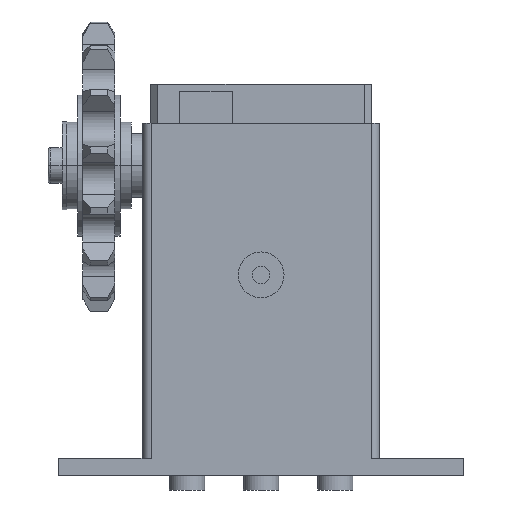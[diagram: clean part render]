
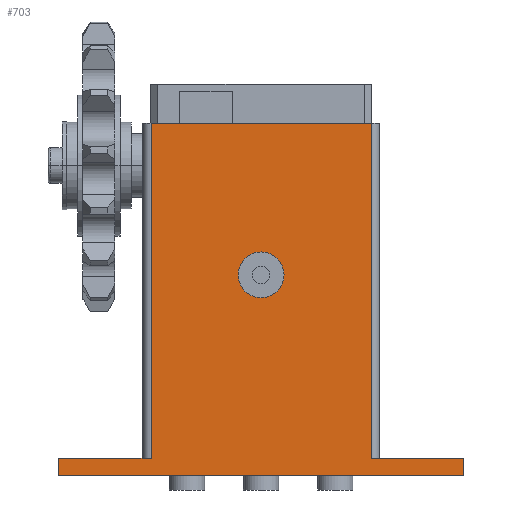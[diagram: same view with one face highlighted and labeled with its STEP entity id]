
A CAD part, left-side view. The second image highlights one B-rep face of the part: STEP entity #703.
In plain terms, the highlighted planar face has unit normal (-1, 0, 0).
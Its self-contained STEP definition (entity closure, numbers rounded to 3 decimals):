
#703=ADVANCED_FACE('',(#1421,#1422),#1423,.T.);
#1421=FACE_BOUND('',#2152,.T.);
#1422=FACE_OUTER_BOUND('',#2153,.T.);
#1423=PLANE('',#2154);
#2152=EDGE_LOOP('',(#4167,#4168));
#2153=EDGE_LOOP('',(#4169,#4170,#4171,#4172,#4173,#4174,#4175,#4176));
#2154=AXIS2_PLACEMENT_3D('',#4177,#4178,#4179);
#4167=ORIENTED_EDGE('',*,*,#4957,.T.);
#4168=ORIENTED_EDGE('',*,*,#4897,.T.);
#4169=ORIENTED_EDGE('',*,*,#5024,.T.);
#4170=ORIENTED_EDGE('',*,*,#5018,.T.);
#4171=ORIENTED_EDGE('',*,*,#5021,.T.);
#4172=ORIENTED_EDGE('',*,*,#4997,.F.);
#4173=ORIENTED_EDGE('',*,*,#5028,.T.);
#4174=ORIENTED_EDGE('',*,*,#5029,.F.);
#4175=ORIENTED_EDGE('',*,*,#5030,.T.);
#4176=ORIENTED_EDGE('',*,*,#5031,.T.);
#4177=CARTESIAN_POINT('',(-17.5,28.75,0.0));
#4178=DIRECTION('',(-1.0,0.0,0.0));
#4179=DIRECTION('',(0.0,-1.0,0.0));
#4897=EDGE_CURVE('',#6017,#6014,#6018,.T.);
#4957=EDGE_CURVE('',#6014,#6017,#6107,.T.);
#4997=EDGE_CURVE('',#6161,#6156,#6163,.T.);
#5018=EDGE_CURVE('',#6195,#6193,#6196,.T.);
#5021=EDGE_CURVE('',#6193,#6156,#6199,.T.);
#5024=EDGE_CURVE('',#6202,#6195,#6203,.T.);
#5028=EDGE_CURVE('',#6161,#6208,#6209,.T.);
#5029=EDGE_CURVE('',#6210,#6208,#6211,.T.);
#5030=EDGE_CURVE('',#6210,#6212,#6213,.T.);
#5031=EDGE_CURVE('',#6212,#6202,#6214,.T.);
#6014=VERTEX_POINT('',#7992);
#6017=VERTEX_POINT('',#7996);
#6018=CIRCLE('',#7997,6.5);
#6107=CIRCLE('',#8108,6.5);
#6156=VERTEX_POINT('',#8169);
#6161=VERTEX_POINT('',#8175);
#6163=LINE('',#8177,#8178);
#6193=VERTEX_POINT('',#8218);
#6195=VERTEX_POINT('',#8220);
#6196=LINE('',#8221,#8222);
#6199=LINE('',#8225,#8226);
#6202=VERTEX_POINT('',#8230);
#6203=LINE('',#8231,#8232);
#6208=VERTEX_POINT('',#8239);
#6209=LINE('',#8240,#8241);
#6210=VERTEX_POINT('',#8242);
#6211=LINE('',#8243,#8244);
#6212=VERTEX_POINT('',#8245);
#6213=LINE('',#8246,#8247);
#6214=LINE('',#8248,#8249);
#7992=CARTESIAN_POINT('',(-17.5,-6.5,57.0));
#7996=CARTESIAN_POINT('',(-17.5,6.5,57.0));
#7997=AXIS2_PLACEMENT_3D('',#9001,#9002,#9003);
#8108=AXIS2_PLACEMENT_3D('',#9086,#9087,#9088);
#8169=CARTESIAN_POINT('',(-17.5,31.2,100.0));
#8175=CARTESIAN_POINT('',(-17.5,31.2,5.0));
#8177=CARTESIAN_POINT('',(-17.5,31.2,5.0));
#8178=VECTOR('',#9144,1.0);
#8218=CARTESIAN_POINT('',(-17.5,-31.2,100.0));
#8220=CARTESIAN_POINT('',(-17.5,-31.2,5.0));
#8221=CARTESIAN_POINT('',(-17.5,-31.2,5.0));
#8222=VECTOR('',#9170,1.0);
#8225=CARTESIAN_POINT('',(-17.5,0.0,100.0));
#8226=VECTOR('',#9174,1.0);
#8230=CARTESIAN_POINT('',(-17.5,-57.5,5.0));
#8231=CARTESIAN_POINT('',(-17.5,0.0,5.0));
#8232=VECTOR('',#9176,1.0);
#8239=CARTESIAN_POINT('',(-17.5,57.5,5.0));
#8240=CARTESIAN_POINT('',(-17.5,0.0,5.0));
#8241=VECTOR('',#9179,1.0);
#8242=CARTESIAN_POINT('',(-17.5,57.5,0.0));
#8243=CARTESIAN_POINT('',(-17.5,57.5,0.0));
#8244=VECTOR('',#9180,1.0);
#8245=CARTESIAN_POINT('',(-17.5,-57.5,0.0));
#8246=CARTESIAN_POINT('',(-17.5,0.0,0.0));
#8247=VECTOR('',#9181,1.0);
#8248=CARTESIAN_POINT('',(-17.5,-57.5,0.0));
#8249=VECTOR('',#9182,1.0);
#9001=CARTESIAN_POINT('',(-17.5,0.0,57.0));
#9002=DIRECTION('',(1.0,0.0,-0.0));
#9003=DIRECTION('',(0.0,-1.0,0.0));
#9086=CARTESIAN_POINT('',(-17.5,0.0,57.0));
#9087=DIRECTION('',(1.0,0.0,-0.0));
#9088=DIRECTION('',(0.0,-1.0,0.0));
#9144=DIRECTION('',(0.0,0.0,1.0));
#9170=DIRECTION('',(0.0,0.0,1.0));
#9174=DIRECTION('',(0.0,1.0,-0.0));
#9176=DIRECTION('',(0.0,1.0,-0.0));
#9179=DIRECTION('',(0.0,1.0,-0.0));
#9180=DIRECTION('',(0.0,0.0,1.0));
#9181=DIRECTION('',(0.0,-1.0,0.0));
#9182=DIRECTION('',(0.0,0.0,1.0));
